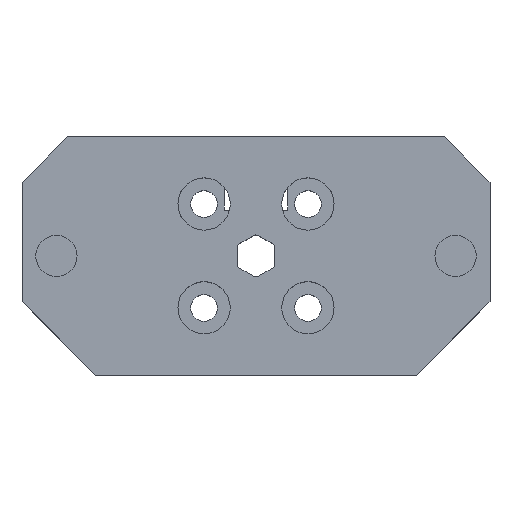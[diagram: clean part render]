
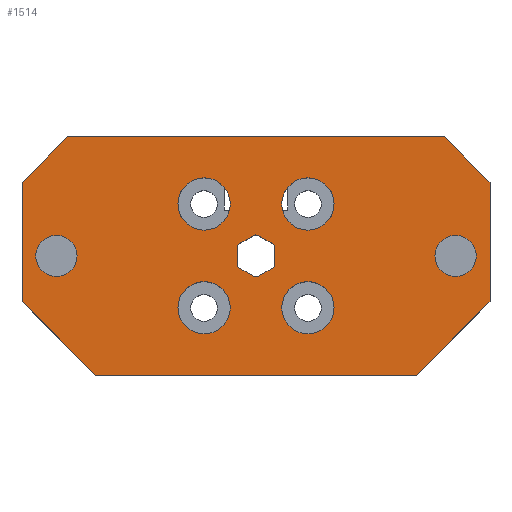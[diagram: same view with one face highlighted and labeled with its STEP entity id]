
A CAD part, top view. The second image highlights one B-rep face of the part: STEP entity #1514.
In plain terms, the highlighted planar face has unit normal (0, 0, 1).
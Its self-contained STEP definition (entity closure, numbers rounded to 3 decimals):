
#74=FACE_BOUND('',#276,.T.);
#75=FACE_BOUND('',#277,.T.);
#76=FACE_BOUND('',#278,.T.);
#77=FACE_BOUND('',#279,.T.);
#78=FACE_BOUND('',#280,.T.);
#79=FACE_BOUND('',#281,.T.);
#80=FACE_BOUND('',#282,.T.);
#102=CIRCLE('',#1619,2.25);
#103=CIRCLE('',#1620,2.25);
#104=CIRCLE('',#1621,0.55);
#105=CIRCLE('',#1622,0.55);
#106=CIRCLE('',#1623,0.55);
#107=CIRCLE('',#1624,0.55);
#108=CIRCLE('',#1625,0.55);
#109=CIRCLE('',#1626,0.55);
#110=CIRCLE('',#1627,2.85);
#111=CIRCLE('',#1628,2.85);
#112=CIRCLE('',#1629,2.85);
#113=CIRCLE('',#1630,2.85);
#185=FACE_OUTER_BOUND('',#275,.T.);
#275=EDGE_LOOP('',(#1017,#1018,#1019,#1020,#1021,#1022,#1023,#1024));
#276=EDGE_LOOP('',(#1025));
#277=EDGE_LOOP('',(#1026));
#278=EDGE_LOOP('',(#1027,#1028,#1029,#1030,#1031,#1032,#1033,#1034,#1035,
#1036,#1037,#1038));
#279=EDGE_LOOP('',(#1039));
#280=EDGE_LOOP('',(#1040));
#281=EDGE_LOOP('',(#1041));
#282=EDGE_LOOP('',(#1042));
#393=LINE('',#2269,#519);
#394=LINE('',#2271,#520);
#395=LINE('',#2273,#521);
#396=LINE('',#2275,#522);
#397=LINE('',#2277,#523);
#398=LINE('',#2279,#524);
#399=LINE('',#2281,#525);
#400=LINE('',#2282,#526);
#401=LINE('',#2289,#527);
#402=LINE('',#2293,#528);
#403=LINE('',#2297,#529);
#404=LINE('',#2301,#530);
#405=LINE('',#2305,#531);
#406=LINE('',#2309,#532);
#519=VECTOR('',#1795,10.);
#520=VECTOR('',#1796,10.);
#521=VECTOR('',#1797,10.);
#522=VECTOR('',#1798,10.);
#523=VECTOR('',#1799,10.);
#524=VECTOR('',#1800,10.);
#525=VECTOR('',#1801,10.);
#526=VECTOR('',#1802,10.);
#527=VECTOR('',#1807,10.);
#528=VECTOR('',#1810,10.);
#529=VECTOR('',#1813,10.);
#530=VECTOR('',#1816,10.);
#531=VECTOR('',#1819,10.);
#532=VECTOR('',#1822,10.);
#645=VERTEX_POINT('',#2267);
#646=VERTEX_POINT('',#2268);
#647=VERTEX_POINT('',#2270);
#648=VERTEX_POINT('',#2272);
#649=VERTEX_POINT('',#2274);
#650=VERTEX_POINT('',#2276);
#651=VERTEX_POINT('',#2278);
#652=VERTEX_POINT('',#2280);
#653=VERTEX_POINT('',#2283);
#654=VERTEX_POINT('',#2285);
#655=VERTEX_POINT('',#2287);
#656=VERTEX_POINT('',#2288);
#657=VERTEX_POINT('',#2290);
#658=VERTEX_POINT('',#2292);
#659=VERTEX_POINT('',#2294);
#660=VERTEX_POINT('',#2296);
#661=VERTEX_POINT('',#2298);
#662=VERTEX_POINT('',#2300);
#663=VERTEX_POINT('',#2302);
#664=VERTEX_POINT('',#2304);
#665=VERTEX_POINT('',#2306);
#666=VERTEX_POINT('',#2308);
#667=VERTEX_POINT('',#2311);
#668=VERTEX_POINT('',#2313);
#669=VERTEX_POINT('',#2315);
#670=VERTEX_POINT('',#2317);
#792=EDGE_CURVE('',#645,#646,#393,.T.);
#793=EDGE_CURVE('',#647,#645,#394,.T.);
#794=EDGE_CURVE('',#648,#647,#395,.T.);
#795=EDGE_CURVE('',#649,#648,#396,.T.);
#796=EDGE_CURVE('',#650,#649,#397,.T.);
#797=EDGE_CURVE('',#650,#651,#398,.T.);
#798=EDGE_CURVE('',#652,#651,#399,.T.);
#799=EDGE_CURVE('',#646,#652,#400,.T.);
#800=EDGE_CURVE('',#653,#653,#102,.T.);
#801=EDGE_CURVE('',#654,#654,#103,.T.);
#802=EDGE_CURVE('',#655,#656,#401,.T.);
#803=EDGE_CURVE('',#656,#657,#104,.T.);
#804=EDGE_CURVE('',#657,#658,#402,.T.);
#805=EDGE_CURVE('',#658,#659,#105,.T.);
#806=EDGE_CURVE('',#659,#660,#403,.T.);
#807=EDGE_CURVE('',#660,#661,#106,.T.);
#808=EDGE_CURVE('',#661,#662,#404,.T.);
#809=EDGE_CURVE('',#662,#663,#107,.T.);
#810=EDGE_CURVE('',#663,#664,#405,.T.);
#811=EDGE_CURVE('',#664,#665,#108,.T.);
#812=EDGE_CURVE('',#665,#666,#406,.T.);
#813=EDGE_CURVE('',#666,#655,#109,.T.);
#814=EDGE_CURVE('',#667,#667,#110,.T.);
#815=EDGE_CURVE('',#668,#668,#111,.T.);
#816=EDGE_CURVE('',#669,#669,#112,.T.);
#817=EDGE_CURVE('',#670,#670,#113,.T.);
#1017=ORIENTED_EDGE('',*,*,#792,.F.);
#1018=ORIENTED_EDGE('',*,*,#793,.F.);
#1019=ORIENTED_EDGE('',*,*,#794,.F.);
#1020=ORIENTED_EDGE('',*,*,#795,.F.);
#1021=ORIENTED_EDGE('',*,*,#796,.F.);
#1022=ORIENTED_EDGE('',*,*,#797,.T.);
#1023=ORIENTED_EDGE('',*,*,#798,.F.);
#1024=ORIENTED_EDGE('',*,*,#799,.F.);
#1025=ORIENTED_EDGE('',*,*,#800,.T.);
#1026=ORIENTED_EDGE('',*,*,#801,.T.);
#1027=ORIENTED_EDGE('',*,*,#802,.T.);
#1028=ORIENTED_EDGE('',*,*,#803,.T.);
#1029=ORIENTED_EDGE('',*,*,#804,.T.);
#1030=ORIENTED_EDGE('',*,*,#805,.T.);
#1031=ORIENTED_EDGE('',*,*,#806,.T.);
#1032=ORIENTED_EDGE('',*,*,#807,.T.);
#1033=ORIENTED_EDGE('',*,*,#808,.T.);
#1034=ORIENTED_EDGE('',*,*,#809,.T.);
#1035=ORIENTED_EDGE('',*,*,#810,.T.);
#1036=ORIENTED_EDGE('',*,*,#811,.T.);
#1037=ORIENTED_EDGE('',*,*,#812,.T.);
#1038=ORIENTED_EDGE('',*,*,#813,.T.);
#1039=ORIENTED_EDGE('',*,*,#814,.T.);
#1040=ORIENTED_EDGE('',*,*,#815,.T.);
#1041=ORIENTED_EDGE('',*,*,#816,.T.);
#1042=ORIENTED_EDGE('',*,*,#817,.T.);
#1467=PLANE('',#1618);
#1514=ADVANCED_FACE('',(#185,#74,#75,#76,#77,#78,#79,#80),#1467,.T.);
#1618=AXIS2_PLACEMENT_3D('',#2266,#1793,#1794);
#1619=AXIS2_PLACEMENT_3D('',#2284,#1803,#1804);
#1620=AXIS2_PLACEMENT_3D('',#2286,#1805,#1806);
#1621=AXIS2_PLACEMENT_3D('',#2291,#1808,#1809);
#1622=AXIS2_PLACEMENT_3D('',#2295,#1811,#1812);
#1623=AXIS2_PLACEMENT_3D('',#2299,#1814,#1815);
#1624=AXIS2_PLACEMENT_3D('',#2303,#1817,#1818);
#1625=AXIS2_PLACEMENT_3D('',#2307,#1820,#1821);
#1626=AXIS2_PLACEMENT_3D('',#2310,#1823,#1824);
#1627=AXIS2_PLACEMENT_3D('',#2312,#1825,#1826);
#1628=AXIS2_PLACEMENT_3D('',#2314,#1827,#1828);
#1629=AXIS2_PLACEMENT_3D('',#2316,#1829,#1830);
#1630=AXIS2_PLACEMENT_3D('',#2318,#1831,#1832);
#1793=DIRECTION('center_axis',(0.,0.,1.));
#1794=DIRECTION('ref_axis',(1.,0.,0.));
#1795=DIRECTION('',(0.707,0.707,0.));
#1796=DIRECTION('',(0.,1.,0.));
#1797=DIRECTION('',(-0.707,0.707,0.));
#1798=DIRECTION('',(-1.,0.,0.));
#1799=DIRECTION('',(-0.707,-0.707,0.));
#1800=DIRECTION('',(0.,1.,0.));
#1801=DIRECTION('',(0.707,-0.707,0.));
#1802=DIRECTION('',(1.,0.,0.));
#1803=DIRECTION('center_axis',(0.,0.,-1.));
#1804=DIRECTION('ref_axis',(-1.,0.,0.));
#1805=DIRECTION('center_axis',(0.,0.,-1.));
#1806=DIRECTION('ref_axis',(-1.,0.,0.));
#1807=DIRECTION('',(-0.866,0.5,0.));
#1808=DIRECTION('center_axis',(0.,0.,-1.));
#1809=DIRECTION('ref_axis',(-1.,0.,0.));
#1810=DIRECTION('',(0.,1.,0.));
#1811=DIRECTION('center_axis',(0.,0.,-1.));
#1812=DIRECTION('ref_axis',(-0.5,0.866,0.));
#1813=DIRECTION('',(0.866,0.5,0.));
#1814=DIRECTION('center_axis',(0.,0.,-1.));
#1815=DIRECTION('ref_axis',(0.5,0.866,0.));
#1816=DIRECTION('',(0.866,-0.5,0.));
#1817=DIRECTION('center_axis',(0.,0.,-1.));
#1818=DIRECTION('ref_axis',(1.,0.,0.));
#1819=DIRECTION('',(0.,-1.,0.));
#1820=DIRECTION('center_axis',(0.,0.,-1.));
#1821=DIRECTION('ref_axis',(0.5,-0.866,0.));
#1822=DIRECTION('',(-0.866,-0.5,0.));
#1823=DIRECTION('center_axis',(0.,0.,-1.));
#1824=DIRECTION('ref_axis',(-0.5,-0.866,0.));
#1825=DIRECTION('center_axis',(0.,0.,-1.));
#1826=DIRECTION('ref_axis',(0.,-1.,0.));
#1827=DIRECTION('center_axis',(0.,0.,-1.));
#1828=DIRECTION('ref_axis',(0.,-1.,0.));
#1829=DIRECTION('center_axis',(0.,0.,-1.));
#1830=DIRECTION('ref_axis',(0.,-1.,0.));
#1831=DIRECTION('center_axis',(0.,0.,-1.));
#1832=DIRECTION('ref_axis',(0.,-1.,0.));
#2266=CARTESIAN_POINT('Origin',(-25.5,0.,
59.));
#2267=CARTESIAN_POINT('',(-25.5,8.,59.));
#2268=CARTESIAN_POINT('',(-20.5,13.,59.));
#2269=CARTESIAN_POINT('',(-26.25,7.25,59.));
#2270=CARTESIAN_POINT('',(-25.5,-5.,59.));
#2271=CARTESIAN_POINT('',(-25.5,0.,59.));
#2272=CARTESIAN_POINT('',(-17.5,-13.,59.));
#2273=CARTESIAN_POINT('',(-24.75,-5.75,59.));
#2274=CARTESIAN_POINT('',(17.5,-13.,59.));
#2275=CARTESIAN_POINT('',(27.5,-13.,59.));
#2276=CARTESIAN_POINT('',(25.5,-5.,59.));
#2277=CARTESIAN_POINT('',(12.,-18.5,59.));
#2278=CARTESIAN_POINT('',(25.5,8.,59.));
#2279=CARTESIAN_POINT('',(25.5,0.,59.));
#2280=CARTESIAN_POINT('',(20.5,13.,59.));
#2281=CARTESIAN_POINT('',(13.5,20.,59.));
#2282=CARTESIAN_POINT('',(27.5,13.,59.));
#2283=CARTESIAN_POINT('',(-19.5,0.,59.));
#2284=CARTESIAN_POINT('Origin',(-21.75,0.,59.));
#2285=CARTESIAN_POINT('',(24.,0.,59.));
#2286=CARTESIAN_POINT('Origin',(21.75,0.,59.));
#2287=CARTESIAN_POINT('',(-0.275,-2.208,59.));
#2288=CARTESIAN_POINT('',(-1.775,-1.342,59.));
#2289=CARTESIAN_POINT('',(-10.213,3.529,59.));
#2290=CARTESIAN_POINT('',(-2.05,-0.866,59.));
#2291=CARTESIAN_POINT('Origin',(-1.5,-0.866,59.));
#2292=CARTESIAN_POINT('',(-2.05,0.866,59.));
#2293=CARTESIAN_POINT('',(-2.05,-0.433,59.));
#2294=CARTESIAN_POINT('',(-1.775,1.342,59.));
#2295=CARTESIAN_POINT('Origin',(-1.5,0.866,59.));
#2296=CARTESIAN_POINT('',(-0.275,2.208,59.));
#2297=CARTESIAN_POINT('',(-10.963,-3.962,59.));
#2298=CARTESIAN_POINT('',(0.275,2.208,59.));
#2299=CARTESIAN_POINT('Origin',(0.,1.732,
59.));
#2300=CARTESIAN_POINT('',(1.775,1.342,59.));
#2301=CARTESIAN_POINT('',(-8.913,7.513,59.));
#2302=CARTESIAN_POINT('',(2.05,0.866,59.));
#2303=CARTESIAN_POINT('Origin',(1.5,0.866,59.));
#2304=CARTESIAN_POINT('',(2.05,-0.866,59.));
#2305=CARTESIAN_POINT('',(2.05,0.433,59.));
#2306=CARTESIAN_POINT('',(1.775,-1.342,59.));
#2307=CARTESIAN_POINT('Origin',(1.5,-0.866,59.));
#2308=CARTESIAN_POINT('',(0.275,-2.208,59.));
#2309=CARTESIAN_POINT('',(-8.163,-7.08,59.));
#2310=CARTESIAN_POINT('Origin',(0.,-1.732,
59.));
#2311=CARTESIAN_POINT('',(-5.657,-2.807,59.));
#2312=CARTESIAN_POINT('Origin',(-5.657,-5.657,59.));
#2313=CARTESIAN_POINT('',(5.657,8.507,59.));
#2314=CARTESIAN_POINT('Origin',(5.657,5.657,59.));
#2315=CARTESIAN_POINT('',(5.657,-2.807,59.));
#2316=CARTESIAN_POINT('Origin',(5.657,-5.657,59.));
#2317=CARTESIAN_POINT('',(-5.657,8.507,59.));
#2318=CARTESIAN_POINT('Origin',(-5.657,5.657,59.));
